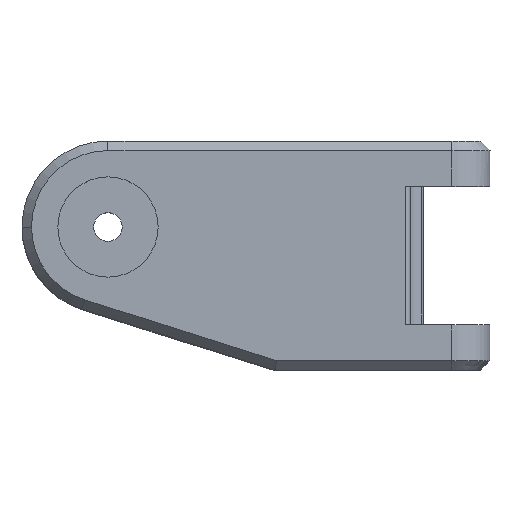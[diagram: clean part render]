
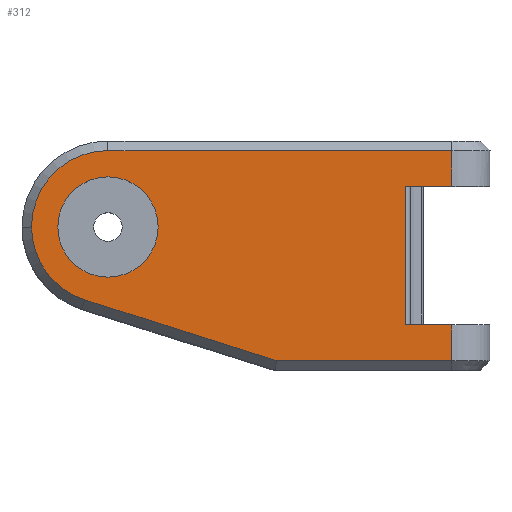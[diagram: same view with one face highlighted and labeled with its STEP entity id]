
A CAD part, top view. The second image highlights one B-rep face of the part: STEP entity #312.
In plain terms, the highlighted planar face has unit normal (0, 0, 1).
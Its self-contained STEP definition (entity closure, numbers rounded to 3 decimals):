
#62 = CARTESIAN_POINT ( 'NONE',  ( 20.579, -30.625, 33. ) ) ;
#66 = VECTOR ( 'NONE', #2146, 1000. ) ;
#67 = LINE ( 'NONE', #979, #1776 ) ;
#74 = EDGE_LOOP ( 'NONE', ( #1148, #1940 ) ) ;
#126 = CIRCLE ( 'NONE', #1704, 5.25 ) ;
#186 = CARTESIAN_POINT ( 'NONE',  ( 23., -23., 33. ) ) ;
#266 = EDGE_CURVE ( 'NONE', #703, #2150, #1869, .T. ) ;
#271 = FACE_OUTER_BOUND ( 'NONE', #2904, .T. ) ;
#278 = DIRECTION ( 'NONE',  ( 0., 0., -1. ) ) ;
#299 = VECTOR ( 'NONE', #663, 1000. ) ;
#312 = ADVANCED_FACE ( 'NONE', ( #959, #271 ), #2556, .F. ) ;
#327 = VERTEX_POINT ( 'NONE', #62 ) ;
#332 = VERTEX_POINT ( 'NONE', #2273 ) ;
#348 = CARTESIAN_POINT ( 'NONE',  ( 54.127, -33.25, 33. ) ) ;
#376 = CARTESIAN_POINT ( 'NONE',  ( 59., -33.25, 33. ) ) ;
#393 = LINE ( 'NONE', #1777, #1989 ) ;
#514 = CARTESIAN_POINT ( 'NONE',  ( 59., -33., 33. ) ) ;
#544 = CARTESIAN_POINT ( 'NONE',  ( 59., -33., 33. ) ) ;
#558 = EDGE_CURVE ( 'NONE', #332, #860, #2255, .T. ) ;
#575 = VERTEX_POINT ( 'NONE', #2323 ) ;
#596 = ORIENTED_EDGE ( 'NONE', *, *, #2338, .F. ) ;
#623 = EDGE_CURVE ( 'NONE', #1581, #703, #2542, .T. ) ;
#655 = CARTESIAN_POINT ( 'NONE',  ( 20.579, -30.625, 33. ) ) ;
#663 = DIRECTION ( 'NONE',  ( -1., 0., 0. ) ) ;
#677 = VECTOR ( 'NONE', #1718, 1000. ) ;
#701 = EDGE_CURVE ( 'NONE', #2200, #1316, #67, .T. ) ;
#702 = DIRECTION ( 'NONE',  ( 0., -1., 0. ) ) ;
#703 = VERTEX_POINT ( 'NONE', #2800 ) ;
#761 = DIRECTION ( 'NONE',  ( 1., 0., 0. ) ) ;
#840 = VECTOR ( 'NONE', #761, 1000. ) ;
#860 = VERTEX_POINT ( 'NONE', #2173 ) ;
#862 = CARTESIAN_POINT ( 'NONE',  ( 23., -23., 33. ) ) ;
#939 = CARTESIAN_POINT ( 'NONE',  ( 59., -18.75, 33. ) ) ;
#959 = FACE_BOUND ( 'NONE', #74, .T. ) ;
#961 = CARTESIAN_POINT ( 'NONE',  ( 23., -23., 33. ) ) ;
#967 = ORIENTED_EDGE ( 'NONE', *, *, #623, .F. ) ;
#979 = CARTESIAN_POINT ( 'NONE',  ( 59., -15., 33. ) ) ;
#1003 = ORIENTED_EDGE ( 'NONE', *, *, #1302, .F. ) ;
#1029 = AXIS2_PLACEMENT_3D ( 'NONE', #862, #2479, #2266 ) ;
#1079 = AXIS2_PLACEMENT_3D ( 'NONE', #2801, #278, #2588 ) ;
#1100 = DIRECTION ( 'NONE',  ( 0., 0., 1. ) ) ;
#1122 = CIRCLE ( 'NONE', #1029, 8. ) ;
#1133 = ORIENTED_EDGE ( 'NONE', *, *, #2950, .F. ) ;
#1148 = ORIENTED_EDGE ( 'NONE', *, *, #558, .F. ) ;
#1167 = DIRECTION ( 'NONE',  ( 0., 1., 0. ) ) ;
#1302 = EDGE_CURVE ( 'NONE', #2775, #2180, #2373, .T. ) ;
#1316 = VERTEX_POINT ( 'NONE', #2623 ) ;
#1395 = CARTESIAN_POINT ( 'NONE',  ( 40.655, -37., 33. ) ) ;
#1439 = DIRECTION ( 'NONE',  ( 0., 0., 1. ) ) ;
#1461 = LINE ( 'NONE', #348, #840 ) ;
#1493 = ORIENTED_EDGE ( 'NONE', *, *, #1603, .F. ) ;
#1560 = VECTOR ( 'NONE', #1578, 1000. ) ;
#1578 = DIRECTION ( 'NONE',  ( 0.953, -0.303, 0. ) ) ;
#1581 = VERTEX_POINT ( 'NONE', #376 ) ;
#1603 = EDGE_CURVE ( 'NONE', #575, #2200, #1122, .T. ) ;
#1700 = CIRCLE ( 'NONE', #1079, 8. ) ;
#1704 = AXIS2_PLACEMENT_3D ( 'NONE', #961, #1439, #2352 ) ;
#1718 = DIRECTION ( 'NONE',  ( -1., 0., 0. ) ) ;
#1756 = ORIENTED_EDGE ( 'NONE', *, *, #2134, .F. ) ;
#1776 = VECTOR ( 'NONE', #1885, 1000. ) ;
#1777 = CARTESIAN_POINT ( 'NONE',  ( 59., -14., 33. ) ) ;
#1869 = LINE ( 'NONE', #2764, #299 ) ;
#1885 = DIRECTION ( 'NONE',  ( 1., 0., 0. ) ) ;
#1940 = ORIENTED_EDGE ( 'NONE', *, *, #2465, .F. ) ;
#1989 = VECTOR ( 'NONE', #2242, 1000. ) ;
#2011 = EDGE_CURVE ( 'NONE', #327, #2150, #2738, .T. ) ;
#2020 = AXIS2_PLACEMENT_3D ( 'NONE', #186, #1100, #2692 ) ;
#2038 = VECTOR ( 'NONE', #702, 1000. ) ;
#2134 = EDGE_CURVE ( 'NONE', #327, #575, #1700, .T. ) ;
#2139 = ORIENTED_EDGE ( 'NONE', *, *, #2833, .F. ) ;
#2146 = DIRECTION ( 'NONE',  ( 0., -1., 0. ) ) ;
#2150 = VERTEX_POINT ( 'NONE', #1395 ) ;
#2151 = CARTESIAN_POINT ( 'NONE',  ( 59., -18.75, 33. ) ) ;
#2173 = CARTESIAN_POINT ( 'NONE',  ( 17.75, -23., 33. ) ) ;
#2180 = VERTEX_POINT ( 'NONE', #2858 ) ;
#2200 = VERTEX_POINT ( 'NONE', #2381 ) ;
#2242 = DIRECTION ( 'NONE',  ( 0., -1., 0. ) ) ;
#2255 = CIRCLE ( 'NONE', #2020, 5.25 ) ;
#2266 = DIRECTION ( 'NONE',  ( -1., 0., 0. ) ) ;
#2273 = CARTESIAN_POINT ( 'NONE',  ( 28.25, -23., 33. ) ) ;
#2279 = CARTESIAN_POINT ( 'NONE',  ( 54.127, -14., 33. ) ) ;
#2287 = DIRECTION ( 'NONE',  ( 0., 0., -1. ) ) ;
#2323 = CARTESIAN_POINT ( 'NONE',  ( 15., -23., 33. ) ) ;
#2327 = LINE ( 'NONE', #2279, #2038 ) ;
#2338 = EDGE_CURVE ( 'NONE', #1316, #2775, #393, .T. ) ;
#2352 = DIRECTION ( 'NONE',  ( 1., 0., 0. ) ) ;
#2370 = CARTESIAN_POINT ( 'NONE',  ( 54.127, -33.25, 33. ) ) ;
#2373 = LINE ( 'NONE', #2151, #677 ) ;
#2381 = CARTESIAN_POINT ( 'NONE',  ( 23., -15., 33. ) ) ;
#2411 = ORIENTED_EDGE ( 'NONE', *, *, #2011, .T. ) ;
#2465 = EDGE_CURVE ( 'NONE', #860, #332, #126, .T. ) ;
#2479 = DIRECTION ( 'NONE',  ( 0., 0., -1. ) ) ;
#2521 = ORIENTED_EDGE ( 'NONE', *, *, #701, .F. ) ;
#2542 = LINE ( 'NONE', #544, #66 ) ;
#2556 = PLANE ( 'NONE',  #2827 ) ;
#2588 = DIRECTION ( 'NONE',  ( -1., 0., 0. ) ) ;
#2623 = CARTESIAN_POINT ( 'NONE',  ( 59., -15., 33. ) ) ;
#2692 = DIRECTION ( 'NONE',  ( 1., 0., 0. ) ) ;
#2738 = LINE ( 'NONE', #655, #1560 ) ;
#2764 = CARTESIAN_POINT ( 'NONE',  ( 59., -37., 33. ) ) ;
#2775 = VERTEX_POINT ( 'NONE', #939 ) ;
#2800 = CARTESIAN_POINT ( 'NONE',  ( 59., -37., 33. ) ) ;
#2801 = CARTESIAN_POINT ( 'NONE',  ( 23., -23., 33. ) ) ;
#2827 = AXIS2_PLACEMENT_3D ( 'NONE', #514, #2287, #1167 ) ;
#2833 = EDGE_CURVE ( 'NONE', #2180, #2865, #2327, .T. ) ;
#2858 = CARTESIAN_POINT ( 'NONE',  ( 54.127, -18.75, 33. ) ) ;
#2865 = VERTEX_POINT ( 'NONE', #2370 ) ;
#2904 = EDGE_LOOP ( 'NONE', ( #1133, #2139, #1003, #596, #2521, #1493, #1756, #2411, #2943, #967 ) ) ;
#2943 = ORIENTED_EDGE ( 'NONE', *, *, #266, .F. ) ;
#2950 = EDGE_CURVE ( 'NONE', #2865, #1581, #1461, .T. ) ;
